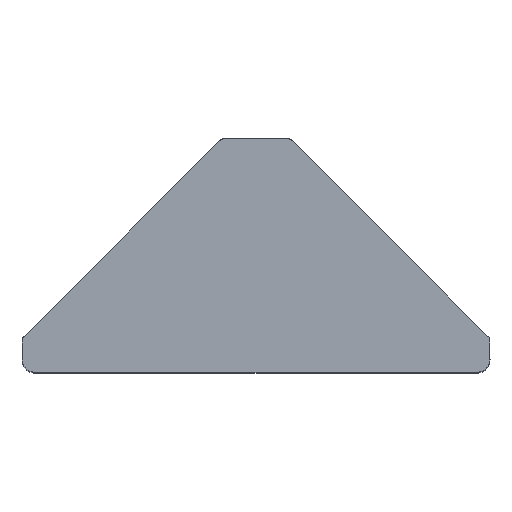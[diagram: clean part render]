
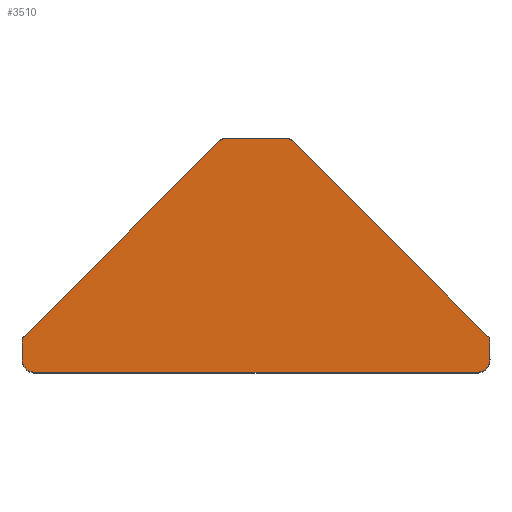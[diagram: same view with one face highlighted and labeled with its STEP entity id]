
A CAD part, top view. The second image highlights one B-rep face of the part: STEP entity #3510.
In plain terms, the highlighted face is planar.
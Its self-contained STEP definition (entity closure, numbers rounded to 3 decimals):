
#15 = VERTEX_POINT ( 'NONE', #4603 ) ;
#22 = FACE_OUTER_BOUND ( 'NONE', #4628, .T. ) ;
#164 = DIRECTION ( 'NONE',  ( 0., -1., 0. ) ) ;
#535 = LINE ( 'NONE', #1308, #891 ) ;
#610 = CARTESIAN_POINT ( 'NONE',  ( -7., 7., 0. ) ) ;
#671 = CARTESIAN_POINT ( 'NONE',  ( -5.33, 8.67, 0. ) ) ;
#680 = CARTESIAN_POINT ( 'NONE',  ( 5.256, 8.67, 0. ) ) ;
#736 = CARTESIAN_POINT ( 'NONE',  ( 32., -23., 0. ) ) ;
#804 = AXIS2_PLACEMENT_3D ( 'NONE', #1874, #4469, #2216 ) ;
#810 = ORIENTED_EDGE ( 'NONE', *, *, #1384, .F. ) ;
#818 = DIRECTION ( 'NONE',  ( 1., 0., 0. ) ) ;
#863 = VERTEX_POINT ( 'NONE', #2061 ) ;
#884 = AXIS2_PLACEMENT_3D ( 'NONE', #1251, #2033, #1990 ) ;
#891 = VECTOR ( 'NONE', #1999, 1000. ) ;
#935 = ORIENTED_EDGE ( 'NONE', *, *, #4503, .F. ) ;
#960 = CARTESIAN_POINT ( 'NONE',  ( 34., 0., 0. ) ) ;
#967 = VECTOR ( 'NONE', #1975, 1000. ) ;
#1016 = EDGE_CURVE ( 'NONE', #1725, #2247, #1214, .T. ) ;
#1051 = AXIS2_PLACEMENT_3D ( 'NONE', #2595, #1390, #1441 ) ;
#1158 = ORIENTED_EDGE ( 'NONE', *, *, #1016, .F. ) ;
#1214 = CIRCLE ( 'NONE', #2305, 2. ) ;
#1229 = EDGE_CURVE ( 'NONE', #4106, #2334, #1532, .T. ) ;
#1251 = CARTESIAN_POINT ( 'NONE',  ( 4.549, 7.963, 0. ) ) ;
#1308 = CARTESIAN_POINT ( 'NONE',  ( 6.963, 6.963, 0. ) ) ;
#1384 = EDGE_CURVE ( 'NONE', #2686, #1725, #1423, .T. ) ;
#1390 = DIRECTION ( 'NONE',  ( 0., 0., 1. ) ) ;
#1423 = LINE ( 'NONE', #2155, #2153 ) ;
#1441 = DIRECTION ( 'NONE',  ( 1., 0., 0. ) ) ;
#1532 = CIRCLE ( 'NONE', #3251, 1. ) ;
#1547 = EDGE_CURVE ( 'NONE', #2483, #4369, #3803, .T. ) ;
#1679 = CARTESIAN_POINT ( 'NONE',  ( -33., -20.414, 0. ) ) ;
#1725 = VERTEX_POINT ( 'NONE', #3256 ) ;
#1727 = DIRECTION ( 'NONE',  ( 1., 0., 0. ) ) ;
#1754 = CARTESIAN_POINT ( 'NONE',  ( 33.664, -19.739, 0. ) ) ;
#1827 = CARTESIAN_POINT ( 'NONE',  ( -33.707, -19.707, 0. ) ) ;
#1874 = CARTESIAN_POINT ( 'NONE',  ( 0., 0., 0. ) ) ;
#1919 = VECTOR ( 'NONE', #2118, 1000. ) ;
#1927 = ORIENTED_EDGE ( 'NONE', *, *, #1547, .F. ) ;
#1932 = ORIENTED_EDGE ( 'NONE', *, *, #4476, .F. ) ;
#1975 = DIRECTION ( 'NONE',  ( 0., 1., 0. ) ) ;
#1982 = EDGE_CURVE ( 'NONE', #2090, #15, #4185, .T. ) ;
#1990 = DIRECTION ( 'NONE',  ( 1., 0., 0. ) ) ;
#1999 = DIRECTION ( 'NONE',  ( -0.707, 0.707, 0. ) ) ;
#2000 = CARTESIAN_POINT ( 'NONE',  ( -4.623, 7.963, 0. ) ) ;
#2033 = DIRECTION ( 'NONE',  ( 0., 0., 1. ) ) ;
#2061 = CARTESIAN_POINT ( 'NONE',  ( 4.549, 8.963, 0. ) ) ;
#2074 = AXIS2_PLACEMENT_3D ( 'NONE', #1679, #3177, #1727 ) ;
#2090 = VERTEX_POINT ( 'NONE', #4211 ) ;
#2096 = CARTESIAN_POINT ( 'NONE',  ( -4.623, 8.963, 0. ) ) ;
#2118 = DIRECTION ( 'NONE',  ( -0.707, -0.707, 0. ) ) ;
#2153 = VECTOR ( 'NONE', #3336, 1000. ) ;
#2155 = CARTESIAN_POINT ( 'NONE',  ( 0., -25., 0. ) ) ;
#2214 = DIRECTION ( 'NONE',  ( 0., 0., 1. ) ) ;
#2216 = DIRECTION ( 'NONE',  ( 1., 0., 0. ) ) ;
#2217 = ORIENTED_EDGE ( 'NONE', *, *, #1229, .F. ) ;
#2230 = CIRCLE ( 'NONE', #1051, 2. ) ;
#2247 = VERTEX_POINT ( 'NONE', #2580 ) ;
#2260 = ORIENTED_EDGE ( 'NONE', *, *, #1982, .F. ) ;
#2305 = AXIS2_PLACEMENT_3D ( 'NONE', #736, #2214, #4054 ) ;
#2334 = VERTEX_POINT ( 'NONE', #671 ) ;
#2362 = LINE ( 'NONE', #960, #967 ) ;
#2388 = EDGE_CURVE ( 'NONE', #15, #2686, #2230, .T. ) ;
#2410 = DIRECTION ( 'NONE',  ( -1., 0., 0. ) ) ;
#2483 = VERTEX_POINT ( 'NONE', #4401 ) ;
#2484 = LINE ( 'NONE', #610, #1919 ) ;
#2580 = CARTESIAN_POINT ( 'NONE',  ( 34., -23., 0. ) ) ;
#2595 = CARTESIAN_POINT ( 'NONE',  ( -32., -23., 0. ) ) ;
#2686 = VERTEX_POINT ( 'NONE', #3172 ) ;
#2757 = ORIENTED_EDGE ( 'NONE', *, *, #2760, .F. ) ;
#2760 = EDGE_CURVE ( 'NONE', #4369, #3789, #535, .T. ) ;
#2761 = EDGE_CURVE ( 'NONE', #2247, #2483, #2362, .T. ) ;
#2847 = VERTEX_POINT ( 'NONE', #1827 ) ;
#2980 = PLANE ( 'NONE',  #804 ) ;
#2996 = DIRECTION ( 'NONE',  ( 1., 0., 0. ) ) ;
#3047 = ORIENTED_EDGE ( 'NONE', *, *, #2388, .F. ) ;
#3083 = CARTESIAN_POINT ( 'NONE',  ( -34., 0., 0. ) ) ;
#3153 = VECTOR ( 'NONE', #2410, 1000. ) ;
#3172 = CARTESIAN_POINT ( 'NONE',  ( -32., -25., 0. ) ) ;
#3177 = DIRECTION ( 'NONE',  ( 0., 0., 1. ) ) ;
#3202 = VECTOR ( 'NONE', #164, 1000. ) ;
#3244 = EDGE_CURVE ( 'NONE', #863, #4106, #4636, .T. ) ;
#3251 = AXIS2_PLACEMENT_3D ( 'NONE', #2000, #3429, #818 ) ;
#3256 = CARTESIAN_POINT ( 'NONE',  ( 32., -25., 0. ) ) ;
#3333 = ORIENTED_EDGE ( 'NONE', *, *, #3244, .F. ) ;
#3336 = DIRECTION ( 'NONE',  ( 1., 0., 0. ) ) ;
#3429 = DIRECTION ( 'NONE',  ( 0., 0., 1. ) ) ;
#3510 = ADVANCED_FACE ( 'NONE', ( #22 ), #2980, .F. ) ;
#3625 = CIRCLE ( 'NONE', #884, 1. ) ;
#3663 = EDGE_CURVE ( 'NONE', #3789, #863, #3625, .T. ) ;
#3731 = AXIS2_PLACEMENT_3D ( 'NONE', #4145, #4483, #2996 ) ;
#3789 = VERTEX_POINT ( 'NONE', #680 ) ;
#3803 = CIRCLE ( 'NONE', #3731, 1. ) ;
#4054 = DIRECTION ( 'NONE',  ( 1., 0., 0. ) ) ;
#4106 = VERTEX_POINT ( 'NONE', #2096 ) ;
#4145 = CARTESIAN_POINT ( 'NONE',  ( 33.003, -20.488, 0. ) ) ;
#4185 = LINE ( 'NONE', #3083, #3202 ) ;
#4202 = ORIENTED_EDGE ( 'NONE', *, *, #3663, .F. ) ;
#4211 = CARTESIAN_POINT ( 'NONE',  ( -34., -20.414, 0. ) ) ;
#4280 = CARTESIAN_POINT ( 'NONE',  ( 0., 8.963, 0. ) ) ;
#4369 = VERTEX_POINT ( 'NONE', #1754 ) ;
#4401 = CARTESIAN_POINT ( 'NONE',  ( 34., -20.414, 0. ) ) ;
#4469 = DIRECTION ( 'NONE',  ( 0., 0., 1. ) ) ;
#4476 = EDGE_CURVE ( 'NONE', #2334, #2847, #2484, .T. ) ;
#4483 = DIRECTION ( 'NONE',  ( 0., 0., 1. ) ) ;
#4503 = EDGE_CURVE ( 'NONE', #2847, #2090, #4581, .T. ) ;
#4581 = CIRCLE ( 'NONE', #2074, 1. ) ;
#4603 = CARTESIAN_POINT ( 'NONE',  ( -34., -23., 0. ) ) ;
#4628 = EDGE_LOOP ( 'NONE', ( #2757, #1927, #4653, #1158, #810, #3047, #2260, #935, #1932, #2217, #3333, #4202 ) ) ;
#4636 = LINE ( 'NONE', #4280, #3153 ) ;
#4653 = ORIENTED_EDGE ( 'NONE', *, *, #2761, .F. ) ;
